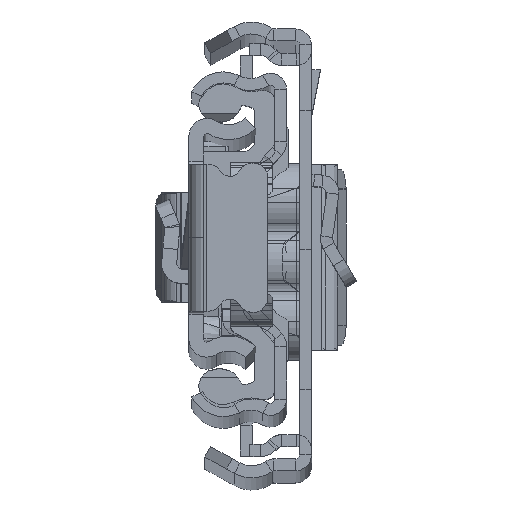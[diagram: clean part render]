
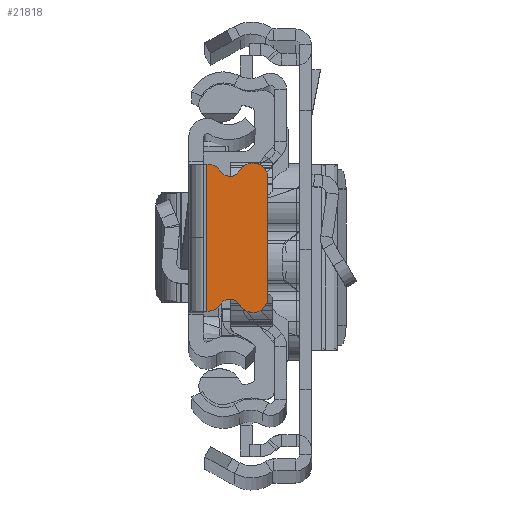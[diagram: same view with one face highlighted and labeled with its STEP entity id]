
A CAD part, top view. The second image highlights one B-rep face of the part: STEP entity #21818.
In plain terms, the highlighted planar face has unit normal (0, 0, 1).
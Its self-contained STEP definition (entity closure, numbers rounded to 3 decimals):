
#432 = DIRECTION ( 'NONE',  ( -1., 0., 0. ) ) ;
#608 = EDGE_CURVE ( 'NONE', #11050, #5234, #4112, .T. ) ;
#818 = CARTESIAN_POINT ( 'NONE',  ( -1.75, -7.37, 0. ) ) ;
#856 = ORIENTED_EDGE ( 'NONE', *, *, #8539, .T. ) ;
#1125 = EDGE_CURVE ( 'NONE', #11386, #11050, #8662, .T. ) ;
#1218 = ORIENTED_EDGE ( 'NONE', *, *, #608, .T. ) ;
#1310 = DIRECTION ( 'NONE',  ( -1., 0., 0. ) ) ;
#1721 = DIRECTION ( 'NONE',  ( 0., 0., -1. ) ) ;
#1743 = DIRECTION ( 'NONE',  ( 1., 0., 0. ) ) ;
#2337 = AXIS2_PLACEMENT_3D ( 'NONE', #11862, #1721, #1310 ) ;
#2369 = AXIS2_PLACEMENT_3D ( 'NONE', #9293, #12891, #21027 ) ;
#2382 = FACE_OUTER_BOUND ( 'NONE', #10980, .T. ) ;
#3014 = LINE ( 'NONE', #13273, #23560 ) ;
#3078 = ORIENTED_EDGE ( 'NONE', *, *, #23703, .T. ) ;
#3123 = CIRCLE ( 'NONE', #2337, 1.1 ) ;
#3885 = CARTESIAN_POINT ( 'NONE',  ( -6.429, 6., 0. ) ) ;
#3904 = VERTEX_POINT ( 'NONE', #818 ) ;
#4095 = EDGE_CURVE ( 'NONE', #22327, #13832, #25499, .T. ) ;
#4112 = CIRCLE ( 'NONE', #25803, 1.5 ) ;
#4522 = DIRECTION ( 'NONE',  ( 0., -1., 0. ) ) ;
#5234 = VERTEX_POINT ( 'NONE', #13870 ) ;
#5771 = ORIENTED_EDGE ( 'NONE', *, *, #1125, .T. ) ;
#6142 = CARTESIAN_POINT ( 'NONE',  ( 694.071, 0., 0. ) ) ;
#6305 = ORIENTED_EDGE ( 'NONE', *, *, #25227, .T. ) ;
#6379 = AXIS2_PLACEMENT_3D ( 'NONE', #20017, #22140, #1743 ) ;
#6880 = DIRECTION ( 'NONE',  ( 0., 0., 1. ) ) ;
#6922 = CIRCLE ( 'NONE', #14579, 1.5 ) ;
#6977 = DIRECTION ( 'NONE',  ( 1., 0., 0. ) ) ;
#7244 = CARTESIAN_POINT ( 'NONE',  ( -7.929, 6., 0. ) ) ;
#7476 = LINE ( 'NONE', #19088, #16415 ) ;
#7640 = ORIENTED_EDGE ( 'NONE', *, *, #12658, .F. ) ;
#8539 = EDGE_CURVE ( 'NONE', #13832, #11386, #6922, .T. ) ;
#8662 = LINE ( 'NONE', #21039, #13567 ) ;
#8839 = CARTESIAN_POINT ( 'NONE',  ( -1.929, -7.37, 0. ) ) ;
#9293 = CARTESIAN_POINT ( 'NONE',  ( -1.929, 5.87, 0. ) ) ;
#9549 = CARTESIAN_POINT ( 'NONE',  ( -7.929, -6., 0. ) ) ;
#9985 = EDGE_CURVE ( 'NONE', #5234, #11660, #3123, .T. ) ;
#10267 = EDGE_CURVE ( 'NONE', #21593, #23472, #3014, .T. ) ;
#10886 = CIRCLE ( 'NONE', #16840, 1.5 ) ;
#10980 = EDGE_LOOP ( 'NONE', ( #23086, #25224, #3078, #15539, #856, #5771, #1218, #24934, #6305, #7640 ) ) ;
#11050 = VERTEX_POINT ( 'NONE', #9549 ) ;
#11335 = CARTESIAN_POINT ( 'NONE',  ( -3.206, -6.658, 0. ) ) ;
#11386 = VERTEX_POINT ( 'NONE', #7244 ) ;
#11660 = VERTEX_POINT ( 'NONE', #11335 ) ;
#11862 = CARTESIAN_POINT ( 'NONE',  ( -4.142, -7.236, 0. ) ) ;
#12125 = PLANE ( 'NONE',  #12698 ) ;
#12395 = DIRECTION ( 'NONE',  ( 0., 0., 1. ) ) ;
#12658 = EDGE_CURVE ( 'NONE', #3904, #21550, #22817, .T. ) ;
#12698 = AXIS2_PLACEMENT_3D ( 'NONE', #6142, #12395, #20520 ) ;
#12737 = CARTESIAN_POINT ( 'NONE',  ( -5.109, 6.713, 0. ) ) ;
#12891 = DIRECTION ( 'NONE',  ( 0., 0., 1. ) ) ;
#13273 = CARTESIAN_POINT ( 'NONE',  ( -1.929, 7.37, 0. ) ) ;
#13291 = CARTESIAN_POINT ( 'NONE',  ( -3.206, 6.658, 0. ) ) ;
#13567 = VECTOR ( 'NONE', #4522, 1000. ) ;
#13604 = DIRECTION ( 'NONE',  ( 0., 0., 1. ) ) ;
#13832 = VERTEX_POINT ( 'NONE', #12737 ) ;
#13870 = CARTESIAN_POINT ( 'NONE',  ( -5.109, -6.713, 0. ) ) ;
#14579 = AXIS2_PLACEMENT_3D ( 'NONE', #3885, #13604, #23990 ) ;
#15338 = CARTESIAN_POINT ( 'NONE',  ( -6.429, -6., 0. ) ) ;
#15539 = ORIENTED_EDGE ( 'NONE', *, *, #4095, .T. ) ;
#15719 = CARTESIAN_POINT ( 'NONE',  ( -1.929, 7.37, 0. ) ) ;
#16104 = CARTESIAN_POINT ( 'NONE',  ( -1.75, 7.37, 0. ) ) ;
#16415 = VECTOR ( 'NONE', #19466, 1000. ) ;
#16840 = AXIS2_PLACEMENT_3D ( 'NONE', #17513, #6880, #25632 ) ;
#16842 = CIRCLE ( 'NONE', #2369, 1.5 ) ;
#16959 = CARTESIAN_POINT ( 'NONE',  ( -1.929, -7.37, 0. ) ) ;
#17353 = DIRECTION ( 'NONE',  ( 0., 0., 1. ) ) ;
#17513 = CARTESIAN_POINT ( 'NONE',  ( -1.929, -5.87, 0. ) ) ;
#19088 = CARTESIAN_POINT ( 'NONE',  ( -1.75, 0., 0. ) ) ;
#19466 = DIRECTION ( 'NONE',  ( 0., -1., 0. ) ) ;
#20017 = CARTESIAN_POINT ( 'NONE',  ( -4.142, 7.236, 0. ) ) ;
#20520 = DIRECTION ( 'NONE',  ( 1., 0., 0. ) ) ;
#21027 = DIRECTION ( 'NONE',  ( -1., 0., 0. ) ) ;
#21039 = CARTESIAN_POINT ( 'NONE',  ( -7.929, -6., 0. ) ) ;
#21550 = VERTEX_POINT ( 'NONE', #8839 ) ;
#21593 = VERTEX_POINT ( 'NONE', #15719 ) ;
#21818 = ADVANCED_FACE ( 'NONE', ( #2382 ), #12125, .T. ) ;
#22093 = DIRECTION ( 'NONE',  ( 1., 0., 0. ) ) ;
#22140 = DIRECTION ( 'NONE',  ( 0., 0., -1. ) ) ;
#22327 = VERTEX_POINT ( 'NONE', #13291 ) ;
#22817 = LINE ( 'NONE', #16959, #25618 ) ;
#23086 = ORIENTED_EDGE ( 'NONE', *, *, #25387, .F. ) ;
#23472 = VERTEX_POINT ( 'NONE', #16104 ) ;
#23560 = VECTOR ( 'NONE', #22093, 1000. ) ;
#23703 = EDGE_CURVE ( 'NONE', #21593, #22327, #16842, .T. ) ;
#23990 = DIRECTION ( 'NONE',  ( -1., 0., 0. ) ) ;
#24934 = ORIENTED_EDGE ( 'NONE', *, *, #9985, .T. ) ;
#25224 = ORIENTED_EDGE ( 'NONE', *, *, #10267, .F. ) ;
#25227 = EDGE_CURVE ( 'NONE', #11660, #21550, #10886, .T. ) ;
#25387 = EDGE_CURVE ( 'NONE', #23472, #3904, #7476, .T. ) ;
#25499 = CIRCLE ( 'NONE', #6379, 1.1 ) ;
#25618 = VECTOR ( 'NONE', #432, 1000. ) ;
#25632 = DIRECTION ( 'NONE',  ( 1., 0., 0. ) ) ;
#25803 = AXIS2_PLACEMENT_3D ( 'NONE', #15338, #17353, #6977 ) ;
